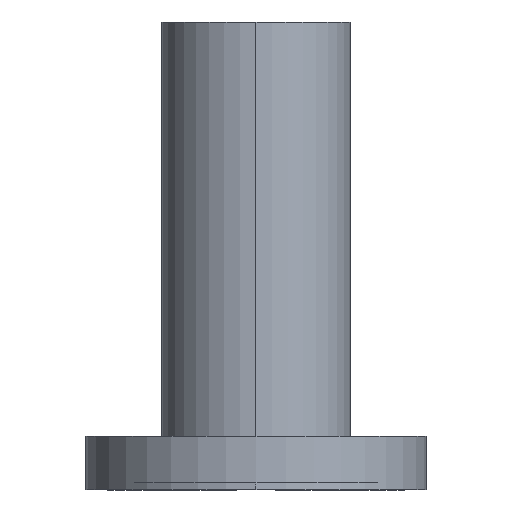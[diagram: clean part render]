
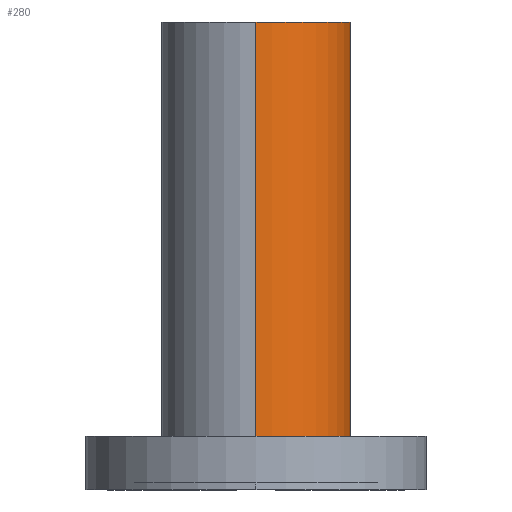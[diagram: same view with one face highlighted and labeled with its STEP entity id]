
A CAD part, left-side view. The second image highlights one B-rep face of the part: STEP entity #280.
In plain terms, the highlighted cylindrical face has radius 16.669 mm (diameter 33.337 mm), a partial arc.
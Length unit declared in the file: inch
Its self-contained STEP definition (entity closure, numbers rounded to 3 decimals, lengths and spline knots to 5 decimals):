
#70=CARTESIAN_POINT('',(-15.4,0.,-2.39));
#71=DIRECTION('',(0.,0.,-1.));
#72=DIRECTION('',(1.,0.,0.));
#73=AXIS2_PLACEMENT_3D('',#70,#71,#72);
#75=CARTESIAN_POINT('',(-14.74375,0.,0.3175));
#76=CARTESIAN_POINT('',(-14.74375,-0.01864,0.3175));
#77=CARTESIAN_POINT('',(-14.74531,-0.05598,
0.31431));
#78=CARTESIAN_POINT('',(-14.75277,-0.11326,
0.2986));
#79=CARTESIAN_POINT('',(-14.76456,-0.16677,
0.27239));
#80=CARTESIAN_POINT('',(-14.7795,-0.21542,
0.23586));
#81=CARTESIAN_POINT('',(-14.79537,-0.25613,
0.19089));
#82=CARTESIAN_POINT('',(-14.80991,-0.28763,
0.13877));
#83=CARTESIAN_POINT('',(-14.82038,-0.30788,
0.08436));
#84=CARTESIAN_POINT('',(-14.82591,-0.31794,
0.0279));
#85=CARTESIAN_POINT('',(-14.82591,-0.31794,
-0.02794));
#86=CARTESIAN_POINT('',(-14.82037,-0.30787,
-0.08439));
#87=CARTESIAN_POINT('',(-14.8099,-0.28761,
-0.13879));
#88=CARTESIAN_POINT('',(-14.79537,-0.25613,
-0.1909));
#89=CARTESIAN_POINT('',(-14.77948,-0.21536,
-0.23591));
#90=CARTESIAN_POINT('',(-14.76455,-0.16674,
-0.27241));
#91=CARTESIAN_POINT('',(-14.75276,-0.11324,
-0.29861));
#92=CARTESIAN_POINT('',(-14.74531,-0.05601,
-0.3143));
#93=CARTESIAN_POINT('',(-14.74375,-0.01866,-0.3175));
#94=CARTESIAN_POINT('',(-14.74375,0.,-0.3175));
#96=CARTESIAN_POINT('',(-14.74375,0.,-1.87));
#97=CARTESIAN_POINT('',(-14.74375,-0.0071,-1.87));
#98=CARTESIAN_POINT('',(-14.74397,-0.02115,
-1.86836));
#99=CARTESIAN_POINT('',(-14.74505,-0.04299,
-1.85989));
#100=CARTESIAN_POINT('',(-14.74661,-0.06195,
-1.84599));
#101=CARTESIAN_POINT('',(-14.74823,-0.07692,
-1.82827));
#102=CARTESIAN_POINT('',(-14.74966,-0.08801,
-1.80625));
#103=CARTESIAN_POINT('',(-14.75045,-0.09355,
-1.78214));
#104=CARTESIAN_POINT('',(-14.75046,-0.09359,
-1.75821));
#105=CARTESIAN_POINT('',(-14.74967,-0.0881,
-1.73399));
#106=CARTESIAN_POINT('',(-14.74825,-0.07707,
-1.71197));
#107=CARTESIAN_POINT('',(-14.74663,-0.06216,
-1.69419));
#108=CARTESIAN_POINT('',(-14.74505,-0.04308,
-1.68014));
#109=CARTESIAN_POINT('',(-14.74397,-0.02115,
-1.67164));
#110=CARTESIAN_POINT('',(-14.74375,-0.00709,-1.67));
#111=CARTESIAN_POINT('',(-14.74375,0.,-1.67));
#113=DIRECTION('',(0.,0.,1.));
#114=VECTOR('',#113,0.52);
#115=CARTESIAN_POINT('',(-14.74375,0.,-2.39));
#116=LINE('',#115,#114);
#134=DIRECTION('',(0.,0.,1.));
#135=VECTOR('',#134,1.3525);
#136=CARTESIAN_POINT('',(-14.74375,0.,-1.67));
#137=LINE('',#136,#135);
#159=DIRECTION('',(0.,0.,1.));
#160=VECTOR('',#159,0.245);
#161=CARTESIAN_POINT('',(-14.74375,0.,0.3175));
#162=LINE('',#161,#160);
#163=DIRECTION('',(0.,0.,1.));
#164=VECTOR('',#163,2.9525);
#165=CARTESIAN_POINT('',(-16.05625,0.,-2.39));
#166=LINE('',#165,#164);
#233=CARTESIAN_POINT('',(-15.4,0.,0.5625));
#234=DIRECTION('',(0.,0.,-1.));
#235=DIRECTION('',(1.,0.,0.));
#236=AXIS2_PLACEMENT_3D('',#233,#234,#235);
#238=CARTESIAN_POINT('',(-16.05625,0.,-2.39));
#239=CARTESIAN_POINT('',(-16.05625,0.,0.5625));
#240=VERTEX_POINT('',#238);
#241=VERTEX_POINT('',#239);
#242=CARTESIAN_POINT('',(-14.74375,0.,-2.39));
#243=VERTEX_POINT('',#242);
#244=CARTESIAN_POINT('',(-14.74375,0.,0.5625));
#245=VERTEX_POINT('',#244);
#246=VERTEX_POINT('',#94);
#247=VERTEX_POINT('',#75);
#248=CARTESIAN_POINT('',(-14.74375,0.,-1.87));
#249=VERTEX_POINT('',#248);
#250=CARTESIAN_POINT('',(-14.74375,0.,-1.67));
#251=VERTEX_POINT('',#250);
#257=CARTESIAN_POINT('',(-15.4,0.,0.71013));
#258=DIRECTION('',(0.,0.,-1.));
#259=DIRECTION('',(-1.,0.,0.));
#260=AXIS2_PLACEMENT_3D('',#257,#258,#259);
#261=CYLINDRICAL_SURFACE('',#260,0.65625);
#263=ORIENTED_EDGE('',*,*,#262,.F.);
#265=ORIENTED_EDGE('',*,*,#264,.T.);
#267=ORIENTED_EDGE('',*,*,#266,.T.);
#269=ORIENTED_EDGE('',*,*,#268,.F.);
#271=ORIENTED_EDGE('',*,*,#270,.F.);
#273=ORIENTED_EDGE('',*,*,#272,.T.);
#275=ORIENTED_EDGE('',*,*,#274,.F.);
#277=ORIENTED_EDGE('',*,*,#276,.F.);
#278=EDGE_LOOP('',(#263,#265,#267,#269,#271,#273,#275,#277));
#279=FACE_OUTER_BOUND('',#278,.F.);
#280=ADVANCED_FACE('',(#279),#261,.T.);
#74=CIRCLE('',#73,0.65625);
#95=B_SPLINE_CURVE_WITH_KNOTS('',3,(#75,#76,#77,#78,#79,#80,#81,#82,#83,#84,#85,
#86,#87,#88,#89,#90,#91,#92,#93,#94),.UNSPECIFIED.,.F.,.F.,(4,1,1,1,1,1,1,1,1,1,
1,1,1,1,1,1,1,4),(0.,0.05882,0.11765,0.17647,
0.23529,0.29412,0.35294,0.41176,
0.47059,0.52941,0.58824,0.64706,
0.70588,0.76471,0.82353,0.88235,
0.94118,1.),.UNSPECIFIED.);
#112=B_SPLINE_CURVE_WITH_KNOTS('',3,(#96,#97,#98,#99,#100,#101,#102,#103,#104,
#105,#106,#107,#108,#109,#110,#111),.UNSPECIFIED.,.F.,.F.,(4,1,1,1,1,1,1,1,1,1,
1,1,1,4),(0.,0.07692,0.15385,0.23077,
0.30769,0.38462,0.46154,0.53846,
0.61538,0.69231,0.76923,0.84615,
0.92308,1.),.UNSPECIFIED.);
#237=CIRCLE('',#236,0.65625);
#262=EDGE_CURVE('',#243,#249,#116,.T.);
#264=EDGE_CURVE('',#243,#240,#74,.T.);
#266=EDGE_CURVE('',#240,#241,#166,.T.);
#268=EDGE_CURVE('',#245,#241,#237,.T.);
#270=EDGE_CURVE('',#247,#245,#162,.T.);
#272=EDGE_CURVE('',#247,#246,#95,.T.);
#274=EDGE_CURVE('',#251,#246,#137,.T.);
#276=EDGE_CURVE('',#249,#251,#112,.T.);
